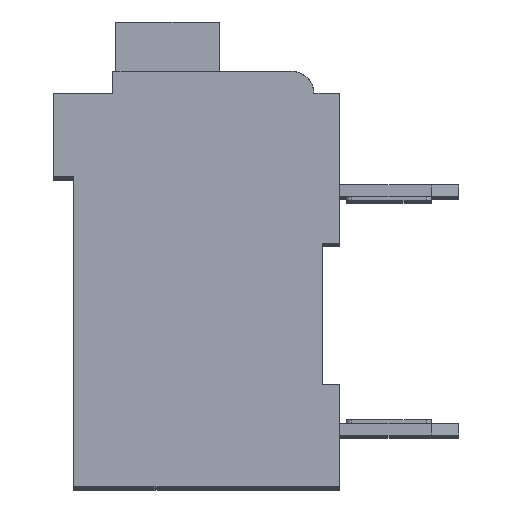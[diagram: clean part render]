
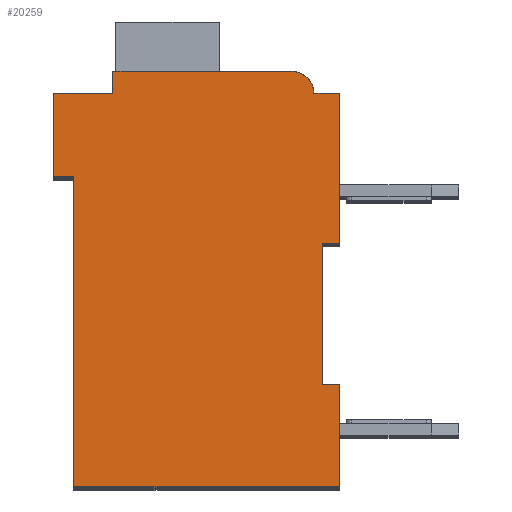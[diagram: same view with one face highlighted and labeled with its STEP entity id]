
A CAD part, top view. The second image highlights one B-rep face of the part: STEP entity #20259.
In plain terms, the highlighted planar face has unit normal (0, 0, 1).
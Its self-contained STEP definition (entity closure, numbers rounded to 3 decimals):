
#3684=DIRECTION('',(1.,0.,0.));
#3685=VECTOR('',#3684,0.5);
#3686=CARTESIAN_POINT('',(7.3,7.15,2.1));
#3687=LINE('',#3686,#3685);
#3688=DIRECTION('',(0.,1.,0.));
#3689=VECTOR('',#3688,4.15);
#3690=CARTESIAN_POINT('',(7.3,3.,2.1));
#3691=LINE('',#3690,#3689);
#3692=DIRECTION('',(-1.,0.,0.));
#3693=VECTOR('',#3692,0.5);
#3694=CARTESIAN_POINT('',(7.8,3.,2.1));
#3695=LINE('',#3694,#3693);
#3696=DIRECTION('',(0.,1.,0.));
#3697=VECTOR('',#3696,3.);
#3698=CARTESIAN_POINT('',(7.8,0.,2.1));
#3699=LINE('',#3698,#3697);
#3700=DIRECTION('',(1.,0.,0.));
#3701=VECTOR('',#3700,7.8);
#3702=CARTESIAN_POINT('',(0.,0.,2.1));
#3703=LINE('',#3702,#3701);
#3704=DIRECTION('',(0.,-1.,0.));
#3705=VECTOR('',#3704,9.1);
#3706=CARTESIAN_POINT('',(0.,9.1,2.1));
#3707=LINE('',#3706,#3705);
#3708=DIRECTION('',(1.,0.,0.));
#3709=VECTOR('',#3708,0.6);
#3710=CARTESIAN_POINT('',(-0.6,9.1,2.1));
#3711=LINE('',#3710,#3709);
#3712=DIRECTION('',(0.,-1.,0.));
#3713=VECTOR('',#3712,2.45);
#3714=CARTESIAN_POINT('',(-0.6,11.55,2.1));
#3715=LINE('',#3714,#3713);
#3716=DIRECTION('',(-1.,0.,0.));
#3717=VECTOR('',#3716,1.75);
#3718=CARTESIAN_POINT('',(1.15,11.55,2.1));
#3719=LINE('',#3718,#3717);
#3720=DIRECTION('',(0.,-1.,0.));
#3721=VECTOR('',#3720,0.65);
#3722=CARTESIAN_POINT('',(1.15,12.2,2.1));
#3723=LINE('',#3722,#3721);
#3724=DIRECTION('',(-1.,0.,0.));
#3725=VECTOR('',#3724,5.25);
#3726=CARTESIAN_POINT('',(6.4,12.2,2.1));
#3727=LINE('',#3726,#3725);
#3728=CARTESIAN_POINT('',(6.4,11.55,2.1));
#3729=DIRECTION('',(0.,0.,1.));
#3730=DIRECTION('',(1.,0.,0.));
#3731=AXIS2_PLACEMENT_3D('',#3728,#3729,#3730);
#3733=DIRECTION('',(-1.,0.,0.));
#3734=VECTOR('',#3733,0.75);
#3735=CARTESIAN_POINT('',(7.8,11.55,2.1));
#3736=LINE('',#3735,#3734);
#3737=DIRECTION('',(0.,1.,0.));
#3738=VECTOR('',#3737,4.4);
#3739=CARTESIAN_POINT('',(7.8,7.15,2.1));
#3740=LINE('',#3739,#3738);
#13091=CARTESIAN_POINT('',(7.3,7.15,2.1));
#13092=CARTESIAN_POINT('',(7.8,7.15,2.1));
#13093=VERTEX_POINT('',#13091);
#13094=VERTEX_POINT('',#13092);
#13095=CARTESIAN_POINT('',(7.8,11.55,2.1));
#13096=VERTEX_POINT('',#13095);
#13097=CARTESIAN_POINT('',(7.05,11.55,2.1));
#13098=VERTEX_POINT('',#13097);
#13099=CARTESIAN_POINT('',(6.4,12.2,2.1));
#13100=VERTEX_POINT('',#13099);
#13101=CARTESIAN_POINT('',(1.15,12.2,2.1));
#13102=VERTEX_POINT('',#13101);
#13103=CARTESIAN_POINT('',(1.15,11.55,2.1));
#13104=VERTEX_POINT('',#13103);
#13105=CARTESIAN_POINT('',(-0.6,11.55,2.1));
#13106=VERTEX_POINT('',#13105);
#13107=CARTESIAN_POINT('',(-0.6,9.1,2.1));
#13108=VERTEX_POINT('',#13107);
#13109=CARTESIAN_POINT('',(0.,9.1,2.1));
#13110=VERTEX_POINT('',#13109);
#13111=CARTESIAN_POINT('',(0.,0.,2.1));
#13112=VERTEX_POINT('',#13111);
#13113=CARTESIAN_POINT('',(7.8,0.,2.1));
#13114=VERTEX_POINT('',#13113);
#13115=CARTESIAN_POINT('',(7.8,3.,2.1));
#13116=VERTEX_POINT('',#13115);
#13117=CARTESIAN_POINT('',(7.3,3.,2.1));
#13118=VERTEX_POINT('',#13117);
#20235=CARTESIAN_POINT('',(0.,0.,2.1));
#20236=DIRECTION('',(0.,0.,1.));
#20237=DIRECTION('',(1.,0.,0.));
#20238=AXIS2_PLACEMENT_3D('',#20235,#20236,#20237);
#20239=PLANE('',#20238);
#20240=ORIENTED_EDGE('',*,*,#17196,.F.);
#20241=ORIENTED_EDGE('',*,*,#17861,.F.);
#20243=ORIENTED_EDGE('',*,*,#20242,.F.);
#20245=ORIENTED_EDGE('',*,*,#20244,.F.);
#20247=ORIENTED_EDGE('',*,*,#20246,.F.);
#20248=ORIENTED_EDGE('',*,*,#18378,.F.);
#20249=ORIENTED_EDGE('',*,*,#18514,.F.);
#20250=ORIENTED_EDGE('',*,*,#18758,.F.);
#20251=ORIENTED_EDGE('',*,*,#19007,.F.);
#20252=ORIENTED_EDGE('',*,*,#19076,.F.);
#20253=ORIENTED_EDGE('',*,*,#19452,.F.);
#20254=ORIENTED_EDGE('',*,*,#20009,.F.);
#20255=ORIENTED_EDGE('',*,*,#19873,.F.);
#20256=ORIENTED_EDGE('',*,*,#17557,.F.);
#20257=EDGE_LOOP('',(#20240,#20241,#20243,#20245,#20247,#20248,#20249,#20250,
#20251,#20252,#20253,#20254,#20255,#20256));
#20258=FACE_OUTER_BOUND('',#20257,.F.);
#3732=CIRCLE('',#3731,0.65);
#17196=EDGE_CURVE('',#13093,#13094,#3687,.T.);
#17557=EDGE_CURVE('',#13094,#13096,#3740,.T.);
#17861=EDGE_CURVE('',#13118,#13093,#3691,.T.);
#18378=EDGE_CURVE('',#13110,#13112,#3707,.T.);
#18514=EDGE_CURVE('',#13108,#13110,#3711,.T.);
#18758=EDGE_CURVE('',#13106,#13108,#3715,.T.);
#19007=EDGE_CURVE('',#13104,#13106,#3719,.T.);
#19076=EDGE_CURVE('',#13102,#13104,#3723,.T.);
#19452=EDGE_CURVE('',#13100,#13102,#3727,.T.);
#19873=EDGE_CURVE('',#13096,#13098,#3736,.T.);
#20009=EDGE_CURVE('',#13098,#13100,#3732,.T.);
#20242=EDGE_CURVE('',#13116,#13118,#3695,.T.);
#20244=EDGE_CURVE('',#13114,#13116,#3699,.T.);
#20246=EDGE_CURVE('',#13112,#13114,#3703,.T.);
#20259=ADVANCED_FACE('',(#20258),#20239,.T.);
